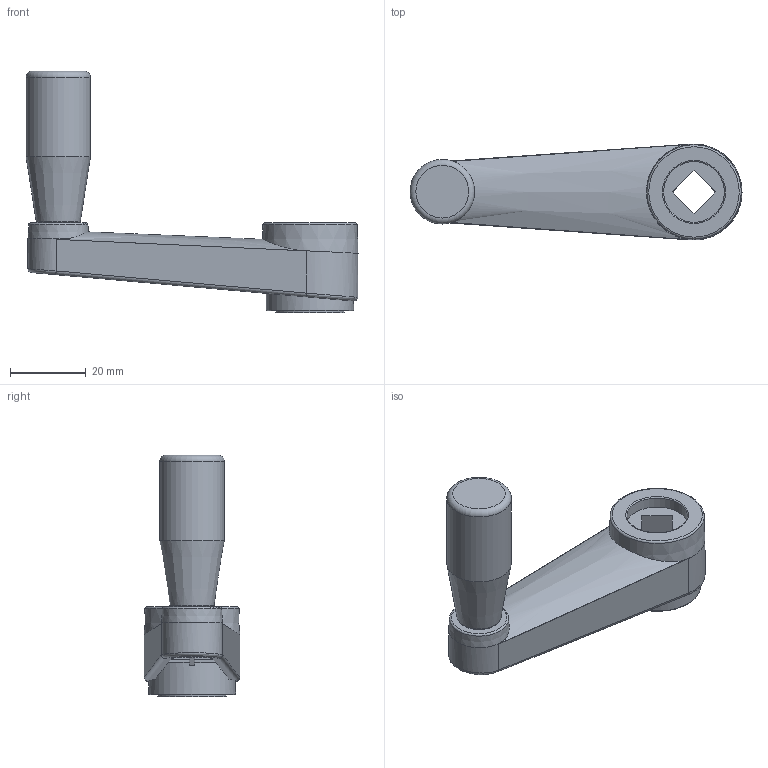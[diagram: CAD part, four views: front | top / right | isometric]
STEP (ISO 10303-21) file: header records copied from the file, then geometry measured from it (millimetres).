
FILE_DESCRIPTION( ( 'Unknown' ), '1' );
FILE_NAME( '6335420_MV065_TM.stp', 'Unknown', ( 'Unknown' ), ( 'Unknown' ), 'PSStep 11.0', 'Unknown', ' ' );
FILE_SCHEMA( ( 'AUTOMOTIVE_DESIGN { 1 0 10303 214 1 1 1 1 }' ) );
Length unit declared in the file: millimetre
Products named in the file (1): 1801102
Bounding box: 87.5 x 25.3 x 63.68 mm (x, y, z)
Volume: 25608.3 mm3; surface area: 13130.5 mm2
Topology: 1 solids, 3 shells, 158 faces, 397 edges, 252 vertices
Faces by surface type: plane 112, cylinder 21, cone 14, torus 6, bspline 5
Full cylindrical faces by diameter (mm): 3.1 x1, 4.8 x1, 5.1 x1, 6 x1, 8 x3, 16 x1, 17 x1, 18 x1, 22.947 x1
Entity records: 6319 total; most frequent: CARTESIAN_POINT 1403, DIRECTION 741, ORIENTED_EDGE 720, EDGE_CURVE 360, AXIS2_PLACEMENT_3D 249, VERTEX_POINT 243, LINE 243, VECTOR 243
